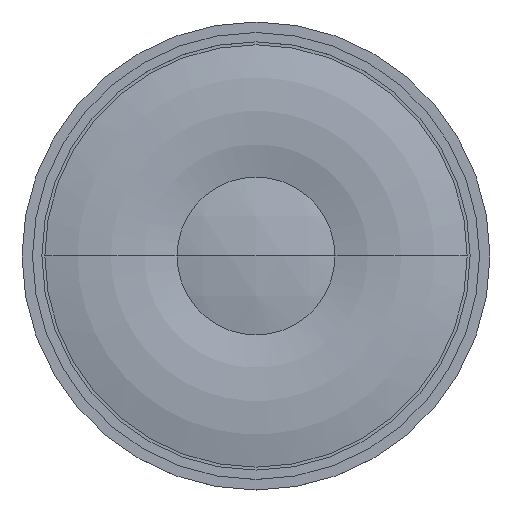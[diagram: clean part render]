
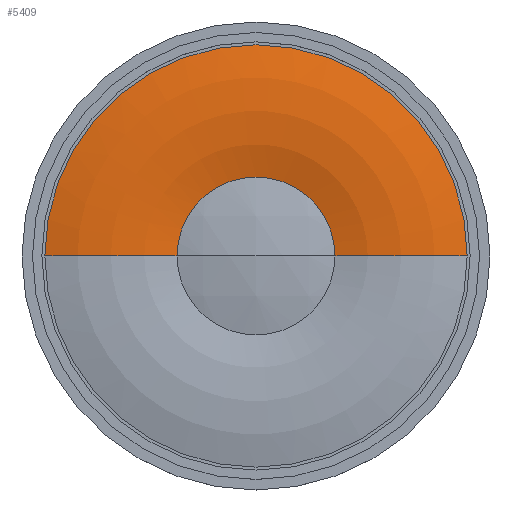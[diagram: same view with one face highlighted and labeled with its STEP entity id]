
A CAD part, top view. The second image highlights one B-rep face of the part: STEP entity #5409.
In plain terms, the highlighted toroidal (fillet/blend) face has major radius 12.4 mm and minor radius 20.352 mm.
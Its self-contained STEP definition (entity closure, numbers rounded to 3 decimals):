
#51 = TOROIDAL_SURFACE ( 'NONE', #1820, 12.4, 20.352 ) ;
#614 = VERTEX_POINT ( 'NONE', #5459 ) ;
#660 = DIRECTION ( 'NONE',  ( -1., 0., 0. ) ) ;
#790 = EDGE_LOOP ( 'NONE', ( #4847, #2600, #5073, #7066 ) ) ;
#1157 = EDGE_CURVE ( 'NONE', #5055, #6623, #7352, .T. ) ;
#1226 = AXIS2_PLACEMENT_3D ( 'NONE', #7439, #7410, #2139 ) ;
#1434 = EDGE_CURVE ( 'NONE', #614, #4258, #6076, .T. ) ;
#1561 = EDGE_CURVE ( 'NONE', #614, #5055, #6702, .T. ) ;
#1820 = AXIS2_PLACEMENT_3D ( 'NONE', #4813, #5417, #3040 ) ;
#1971 = DIRECTION ( 'NONE',  ( -1., 0., 0. ) ) ;
#1995 = CARTESIAN_POINT ( 'NONE',  ( -12.4, 0., -15.052 ) ) ;
#2018 = DIRECTION ( 'NONE',  ( 0., 0., -1. ) ) ;
#2139 = DIRECTION ( 'NONE',  ( -1., 0., 0. ) ) ;
#2229 = CARTESIAN_POINT ( 'NONE',  ( 18.05, 0., 4.5 ) ) ;
#2600 = ORIENTED_EDGE ( 'NONE', *, *, #1157, .T. ) ;
#3040 = DIRECTION ( 'NONE',  ( -1., 0., 0. ) ) ;
#3049 = CARTESIAN_POINT ( 'NONE',  ( 6.75, 0., 4.5 ) ) ;
#3085 = EDGE_CURVE ( 'NONE', #4258, #6623, #5250, .T. ) ;
#3452 = CARTESIAN_POINT ( 'NONE',  ( 0., 0., 4.5 ) ) ;
#3745 = DIRECTION ( 'NONE',  ( 0., -1., 0. ) ) ;
#4140 = AXIS2_PLACEMENT_3D ( 'NONE', #3452, #5831, #660 ) ;
#4258 = VERTEX_POINT ( 'NONE', #4949 ) ;
#4813 = CARTESIAN_POINT ( 'NONE',  ( 0., 0., -15.052 ) ) ;
#4847 = ORIENTED_EDGE ( 'NONE', *, *, #1561, .T. ) ;
#4897 = CARTESIAN_POINT ( 'NONE',  ( 12.4, 0., -15.052 ) ) ;
#4949 = CARTESIAN_POINT ( 'NONE',  ( -18.05, 0., 4.5 ) ) ;
#4973 = AXIS2_PLACEMENT_3D ( 'NONE', #1995, #3745, #2018 ) ;
#5019 = AXIS2_PLACEMENT_3D ( 'NONE', #4897, #5348, #1971 ) ;
#5055 = VERTEX_POINT ( 'NONE', #3049 ) ;
#5073 = ORIENTED_EDGE ( 'NONE', *, *, #3085, .F. ) ;
#5250 = CIRCLE ( 'NONE', #4140, 18.05 ) ;
#5348 = DIRECTION ( 'NONE',  ( 0., 1., 0. ) ) ;
#5409 = ADVANCED_FACE ( 'NONE', ( #6903 ), #51, .T. ) ;
#5417 = DIRECTION ( 'NONE',  ( 0., 0., -1. ) ) ;
#5459 = CARTESIAN_POINT ( 'NONE',  ( -6.75, 0., 4.5 ) ) ;
#5831 = DIRECTION ( 'NONE',  ( 0., 0., -1. ) ) ;
#6076 = CIRCLE ( 'NONE', #4973, 20.352 ) ;
#6623 = VERTEX_POINT ( 'NONE', #2229 ) ;
#6702 = CIRCLE ( 'NONE', #1226, 6.75 ) ;
#6903 = FACE_OUTER_BOUND ( 'NONE', #790, .T. ) ;
#7066 = ORIENTED_EDGE ( 'NONE', *, *, #1434, .F. ) ;
#7352 = CIRCLE ( 'NONE', #5019, 20.352 ) ;
#7410 = DIRECTION ( 'NONE',  ( 0., 0., -1. ) ) ;
#7439 = CARTESIAN_POINT ( 'NONE',  ( 0., 0., 4.5 ) ) ;
